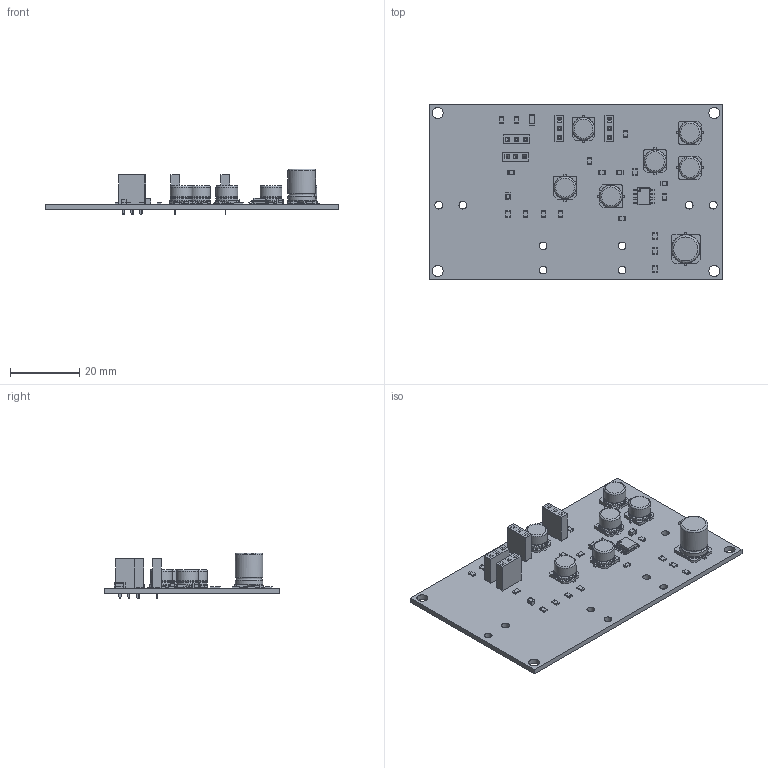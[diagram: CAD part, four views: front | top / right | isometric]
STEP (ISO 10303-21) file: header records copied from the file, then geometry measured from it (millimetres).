
FILE_DESCRIPTION(('KiCad electronic assembly'),'2;1');
FILE_NAME('party_line.step','2025-12-23T12:12:00',('Pcbnew'),('Kicad'), 'Open CASCADE STEP processor 7.8','KiCad to STEP converter','Unknown' );
FILE_SCHEMA(('AUTOMOTIVE_DESIGN { 1 0 10303 214 1 1 1 1 }'));
Length unit declared in the file: millimetre
Products named in the file (9): party_line 1; PinSocket_1x03_P2.54mm_Vertical; C_0805_2012Metric; C_Elec_6.3x5.4; R_0805_2012Metric; C_1206_3216Metric; C_Elec_8x10.2; SOIC-8_3.9x4.9mm_P1.27mm; party_line_PCB
Assembly tree (33 placements, depth 2):
  party_line 1
    PinSocket_1x03_P2.54mm_Vertical  x4
    C_0805_2012Metric  x3
    C_Elec_6.3x5.4  x6
    R_0805_2012Metric  x16
    C_1206_3216Metric
    C_Elec_8x10.2
    SOIC-8_3.9x4.9mm_P1.27mm
    party_line_PCB
Bounding box: 85.09 x 50.8 x 13.3 mm (x, y, z)
Volume: 8623 mm3; surface area: 12287.8 mm2
Topology: 40 solids, 40 shells, 1353 faces, 3461 edges, 2228 vertices
Faces by surface type: plane 976, cylinder 310, bspline 46, torus 14, revolution 7
Full cylindrical faces by diameter (mm): 0.02 x7, 0.6 x1, 1 x12, 2.236 x8, 3.2 x4, 6.3 x12, 8 x2
Entity records: 16991 total; most frequent: CARTESIAN_POINT 2719, ORIENTED_EDGE 2246, DIRECTION 2181, EDGE_CURVE 1123, LINE 851, VECTOR 851, VERTEX_POINT 718, AXIS2_PLACEMENT_3D 664
